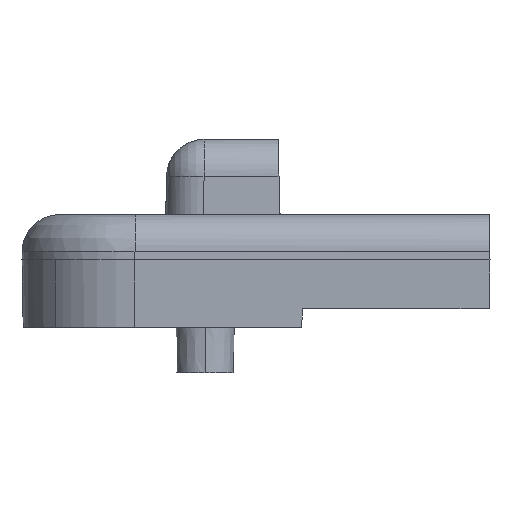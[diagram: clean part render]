
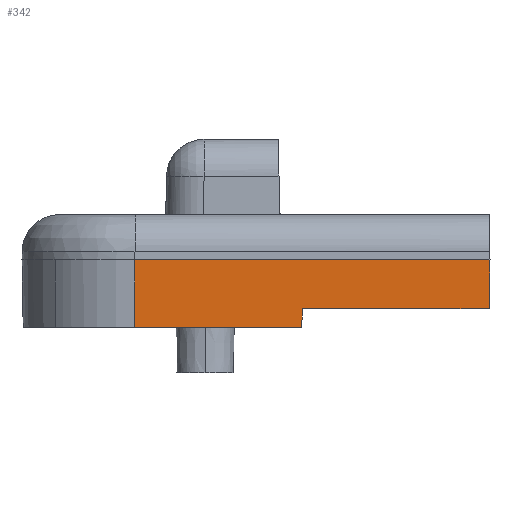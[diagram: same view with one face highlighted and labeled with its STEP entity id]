
A CAD part, left-side view. The second image highlights one B-rep face of the part: STEP entity #342.
In plain terms, the highlighted planar face has unit normal (-1, 0, -0.018).
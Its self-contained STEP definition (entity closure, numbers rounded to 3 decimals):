
#32 = CARTESIAN_POINT ( 'NONE',  ( -28.054, -6.217, 1.71 ) ) ;
#232 = EDGE_CURVE ( 'NONE', #872, #1686, #566, .T. ) ;
#297 = ORIENTED_EDGE ( 'NONE', *, *, #1614, .F. ) ;
#301 = CARTESIAN_POINT ( 'NONE',  ( -28.055, 3.219, 1.8 ) ) ;
#322 = CARTESIAN_POINT ( 'NONE',  ( -28.033, -6.196, 0.5 ) ) ;
#342 = ADVANCED_FACE ( 'NONE', ( #2841 ), #600, .T. ) ;
#355 = VECTOR ( 'NONE', #1754, 1000. ) ;
#370 = VECTOR ( 'NONE', #788, 1000. ) ;
#392 = VECTOR ( 'NONE', #1077, 1000. ) ;
#415 = ORIENTED_EDGE ( 'NONE', *, *, #232, .T. ) ;
#469 = CARTESIAN_POINT ( 'NONE',  ( -28.033, -1.05, 0.5 ) ) ;
#499 = DIRECTION ( 'NONE',  ( 0., 1., 0. ) ) ;
#547 = DIRECTION ( 'NONE',  ( -1., 0., -0.017 ) ) ;
#566 = LINE ( 'NONE', #2159, #3077 ) ;
#600 = PLANE ( 'NONE',  #2315 ) ;
#644 = VERTEX_POINT ( 'NONE', #2392 ) ;
#788 = DIRECTION ( 'NONE',  ( 0.017, 0.017, -1. ) ) ;
#812 = DIRECTION ( 'NONE',  ( -0.017, 0., 1. ) ) ;
#863 = LINE ( 'NONE', #469, #2065 ) ;
#872 = VERTEX_POINT ( 'NONE', #2364 ) ;
#1041 = LINE ( 'NONE', #1066, #392 ) ;
#1066 = CARTESIAN_POINT ( 'NONE',  ( -28.055, 3.219, 1.8 ) ) ;
#1077 = DIRECTION ( 'NONE',  ( 0.017, 0., -1. ) ) ;
#1089 = VECTOR ( 'NONE', #499, 1000. ) ;
#1270 = CARTESIAN_POINT ( 'NONE',  ( -28.055, -6.219, 1.8 ) ) ;
#1314 = LINE ( 'NONE', #32, #355 ) ;
#1525 = EDGE_LOOP ( 'NONE', ( #297, #1924, #1634, #2892, #2912, #415 ) ) ;
#1598 = VERTEX_POINT ( 'NONE', #322 ) ;
#1614 = EDGE_CURVE ( 'NONE', #644, #1686, #2217, .T. ) ;
#1634 = ORIENTED_EDGE ( 'NONE', *, *, #3024, .T. ) ;
#1676 = CARTESIAN_POINT ( 'NONE',  ( -28.024, -1.219, 0. ) ) ;
#1686 = VERTEX_POINT ( 'NONE', #1676 ) ;
#1746 = DIRECTION ( 'NONE',  ( 0., -1., 0. ) ) ;
#1754 = DIRECTION ( 'NONE',  ( -0.017, -0.017, 1. ) ) ;
#1923 = DIRECTION ( 'NONE',  ( 0., 1., 0. ) ) ;
#1924 = ORIENTED_EDGE ( 'NONE', *, *, #3110, .F. ) ;
#2010 = CARTESIAN_POINT ( 'NONE',  ( -28.055, -1.25, 1.797 ) ) ;
#2065 = VECTOR ( 'NONE', #1923, 1000. ) ;
#2159 = CARTESIAN_POINT ( 'NONE',  ( -28.024, 0., 0. ) ) ;
#2184 = VERTEX_POINT ( 'NONE', #301 ) ;
#2190 = CARTESIAN_POINT ( 'NONE',  ( -28.055, -1.05, 1.8 ) ) ;
#2217 = LINE ( 'NONE', #2010, #370 ) ;
#2315 = AXIS2_PLACEMENT_3D ( 'NONE', #2730, #547, #812 ) ;
#2364 = CARTESIAN_POINT ( 'NONE',  ( -28.024, 3.219, 0. ) ) ;
#2392 = CARTESIAN_POINT ( 'NONE',  ( -28.033, -1.227, 0.5 ) ) ;
#2612 = EDGE_CURVE ( 'NONE', #2722, #2184, #3090, .T. ) ;
#2722 = VERTEX_POINT ( 'NONE', #1270 ) ;
#2730 = CARTESIAN_POINT ( 'NONE',  ( -28.055, -1.05, 1.8 ) ) ;
#2813 = EDGE_CURVE ( 'NONE', #2184, #872, #1041, .T. ) ;
#2841 = FACE_OUTER_BOUND ( 'NONE', #1525, .T. ) ;
#2892 = ORIENTED_EDGE ( 'NONE', *, *, #2612, .T. ) ;
#2912 = ORIENTED_EDGE ( 'NONE', *, *, #2813, .T. ) ;
#3024 = EDGE_CURVE ( 'NONE', #1598, #2722, #1314, .T. ) ;
#3077 = VECTOR ( 'NONE', #1746, 1000. ) ;
#3090 = LINE ( 'NONE', #2190, #1089 ) ;
#3110 = EDGE_CURVE ( 'NONE', #1598, #644, #863, .T. ) ;
